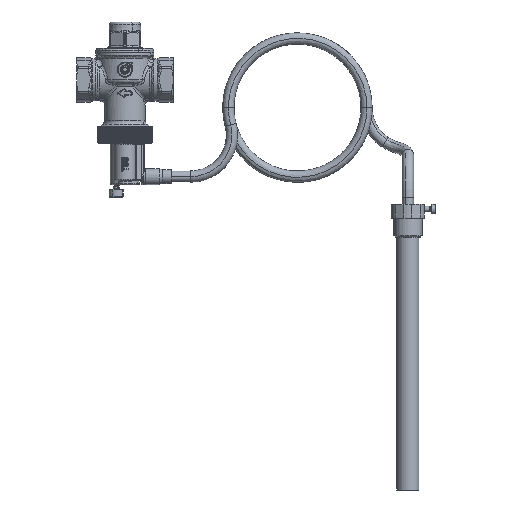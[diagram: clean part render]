
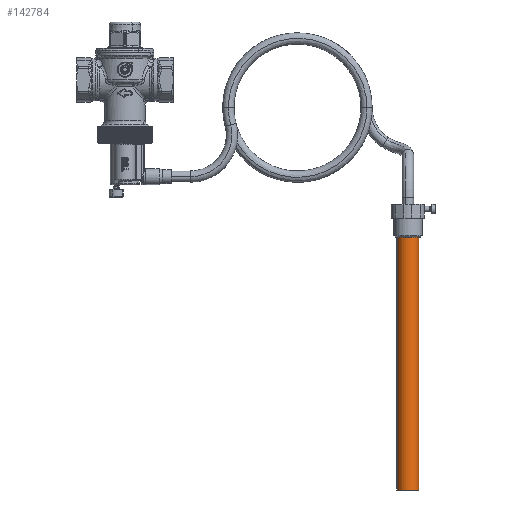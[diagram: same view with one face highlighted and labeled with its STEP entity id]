
A CAD part, left-side view. The second image highlights one B-rep face of the part: STEP entity #142784.
In plain terms, the highlighted cylindrical face has radius 8 mm (diameter 16 mm), a partial arc.
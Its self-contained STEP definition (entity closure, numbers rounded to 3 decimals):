
#141998=CARTESIAN_POINT('Vertex',(3.835,-212.021,-16.749)) ;
#142000=CARTESIAN_POINT('Vertex',(-3.835,-197.979,-16.749)) ;
#142003=CARTESIAN_POINT('Axis2P3D Location',(0.,-205.,-16.749)) ;
#142754=CARTESIAN_POINT('Axis2P3D Location',(0.,-205.,-114.749)) ;
#142759=CARTESIAN_POINT('Line Origine',(3.835,-212.021,-114.749)) ;
#142763=CARTESIAN_POINT('Vertex',(3.835,-212.021,-212.749)) ;
#142766=CARTESIAN_POINT('Line Origine',(-3.835,-197.979,-114.749)) ;
#142770=CARTESIAN_POINT('Vertex',(-3.835,-197.979,-212.749)) ;
#142773=CARTESIAN_POINT('Axis2P3D Location',(0.,-205.,-212.749)) ;
#142004=DIRECTION('Axis2P3D Direction',(0.,0.,1.)) ;
#142755=DIRECTION('Axis2P3D Direction',(0.,0.,1.)) ;
#142756=DIRECTION('Axis2P3D XDirection',(-0.479,0.878,0.)) ;
#142760=DIRECTION('Vector Direction',(0.,0.,1.)) ;
#142767=DIRECTION('Vector Direction',(0.,0.,1.)) ;
#142774=DIRECTION('Axis2P3D Direction',(0.,0.,1.)) ;
#142005=AXIS2_PLACEMENT_3D('Circle Axis2P3D',#142003,#142004,$) ;
#142757=AXIS2_PLACEMENT_3D('Cylinder Axis2P3D',#142754,#142755,#142756) ;
#142775=AXIS2_PLACEMENT_3D('Circle Axis2P3D',#142773,#142774,$) ;
#142779=ORIENTED_EDGE('',*,*,#142765,.T.) ;
#142780=ORIENTED_EDGE('',*,*,#142007,.F.) ;
#142781=ORIENTED_EDGE('',*,*,#142772,.F.) ;
#142782=ORIENTED_EDGE('',*,*,#142777,.T.) ;
#142761=VECTOR('Line Direction',#142760,1.) ;
#142768=VECTOR('Line Direction',#142767,1.) ;
#142784=ADVANCED_FACE('PartBody',(#142783),#142758,.T.) ;
#142006=CIRCLE('generated circle',#142005,8.) ;
#142776=CIRCLE('generated circle',#142775,8.) ;
#142758=CYLINDRICAL_SURFACE('generated cylinder',#142757,8.) ;
#142007=EDGE_CURVE('',#142001,#141999,#142006,.T.) ;
#142765=EDGE_CURVE('',#142764,#141999,#142762,.T.) ;
#142772=EDGE_CURVE('',#142771,#142001,#142769,.T.) ;
#142777=EDGE_CURVE('',#142771,#142764,#142776,.T.) ;
#142778=EDGE_LOOP('',(#142779,#142780,#142781,#142782)) ;
#142783=FACE_OUTER_BOUND('',#142778,.T.) ;
#142762=LINE('Line',#142759,#142761) ;
#142769=LINE('Line',#142766,#142768) ;
#141999=VERTEX_POINT('',#141998) ;
#142001=VERTEX_POINT('',#142000) ;
#142764=VERTEX_POINT('',#142763) ;
#142771=VERTEX_POINT('',#142770) ;
